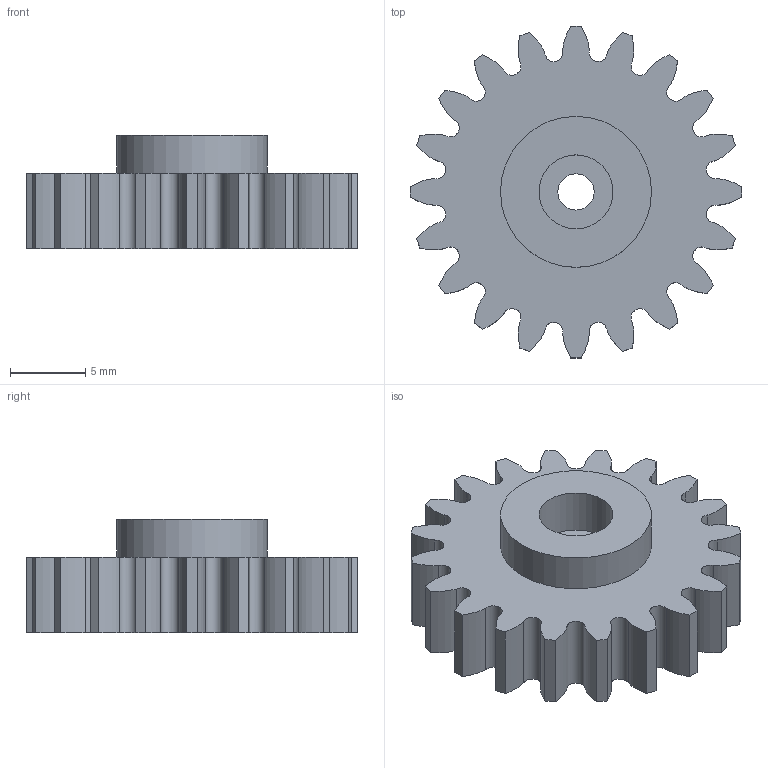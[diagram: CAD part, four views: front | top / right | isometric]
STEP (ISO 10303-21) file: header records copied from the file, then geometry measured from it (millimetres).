
FILE_DESCRIPTION(('Open CASCADE Model'),'2;1');
FILE_NAME('Open CASCADE Shape Model','2025-03-01T10:51:43',('Author'),( 'Open CASCADE'),'Open CASCADE STEP processor 7.8','Open CASCADE 7.8' ,'Unknown');
FILE_SCHEMA(('AUTOMOTIVE_DESIGN { 1 0 10303 214 1 1 1 1 }'));
Length unit declared in the file: millimetre
Products named in the file (1): Open CASCADE STEP translator 7.8 3
Bounding box: 21.99 x 21.99 x 7.5 mm (x, y, z)
Volume: 1627.5 mm3; surface area: 1399.6 mm2
Topology: 1 solids, 1 shells, 89 faces, 252 edges, 168 vertices
Faces by surface type: bspline 80, plane 5, cylinder 4
Full cylindrical faces by diameter (mm): 2.4 x1, 4.9 x1, 5 x1, 10 x1
Entity records: 6687 total; most frequent: CARTESIAN_POINT 2620, ORIENTED_EDGE 504, PCURVE 504, DEFINITIONAL_REPRESENTATION 504, B_SPLINE_CURVE_WITH_KNOTS 400, DIRECTION 383, LINE 340, VECTOR 340
